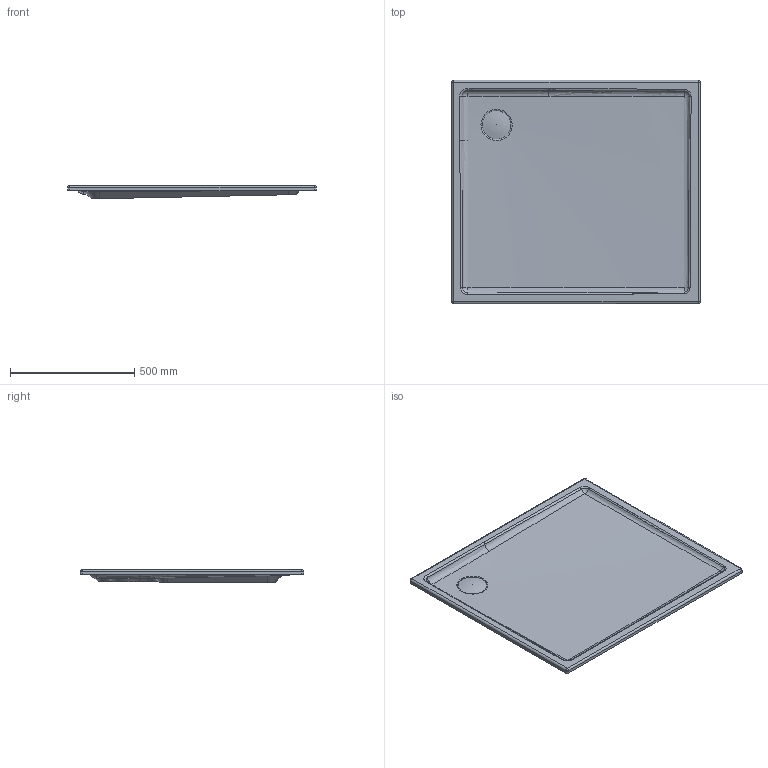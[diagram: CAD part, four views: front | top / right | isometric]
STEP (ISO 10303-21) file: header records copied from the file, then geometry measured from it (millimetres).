
FILE_DESCRIPTION((''),'2;1');
FILE_NAME('720120.stp','2013-06-27T20:23:25',('Administrator'),(''),'Autodesk Inventor 2011','Autodesk Inventor 2011','');
FILE_SCHEMA(('CONFIG_CONTROL_DESIGN'));
Length unit declared in the file: millimetre
Products named in the file (3): 720120; Stopfen_120
Assembly tree (2 placements, depth 2):
  720120
    720120
    Stopfen_120
Bounding box: 1000.33 x 900.36 x 52 mm (x, y, z)
Volume: 15001917.1 mm3; surface area: 2019080.1 mm2
Topology: 2 solids, 2 shells, 106 faces, 251 edges, 151 vertices
Faces by surface type: bspline 32, plane 24, cylinder 20, sphere 16, torus 9, cone 5
Full cylindrical faces by diameter (mm): 46.019 x1, 59.187 x1, 72.614 x1, 90 x1
Entity records: 8530 total; most frequent: CARTESIAN_POINT 6200, ORIENTED_EDGE 456, DIRECTION 413, EDGE_CURVE 228, AXIS2_PLACEMENT_3D 176, VERTEX_POINT 140, EDGE_LOOP 122, FACE_OUTER_BOUND 106
